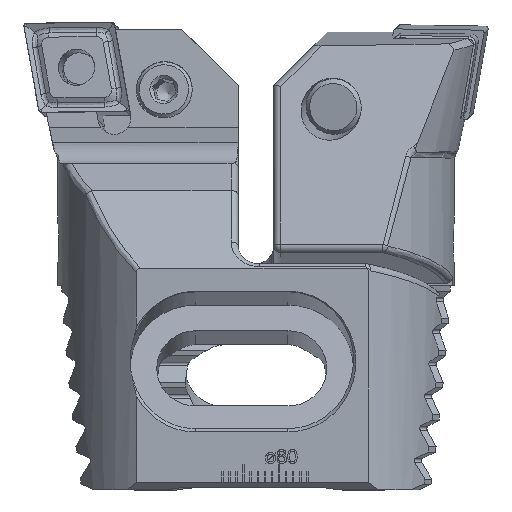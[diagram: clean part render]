
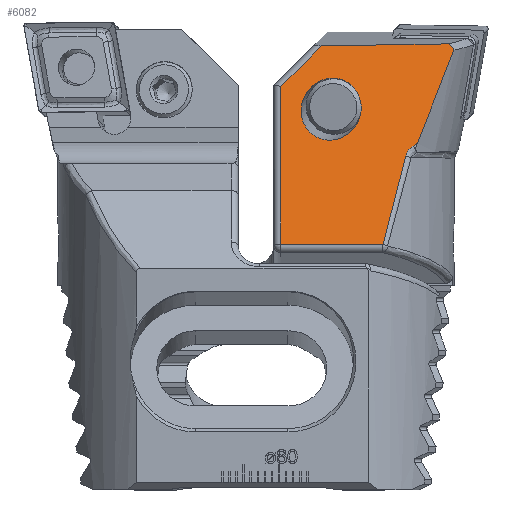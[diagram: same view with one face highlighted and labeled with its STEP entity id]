
A CAD part, top view. The second image highlights one B-rep face of the part: STEP entity #6082.
In plain terms, the highlighted face is planar.
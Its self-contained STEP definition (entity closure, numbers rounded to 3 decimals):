
#417 = EDGE_LOOP ( 'NONE', ( #11463, #11971, #10608, #3845, #7496, #4122, #13778, #22442, #19906 ) ) ;
#488 = B_SPLINE_CURVE_WITH_KNOTS ( 'NONE', 3,
 ( #8140, #20552, #4014, #8393 ),
 .UNSPECIFIED., .F., .F.,
 ( 4, 4 ),
 ( 0., 0.001 ),
 .UNSPECIFIED. ) ;
#977 = CARTESIAN_POINT ( 'NONE',  ( 4.817, -3.784, -13.601 ) ) ;
#1327 = DIRECTION ( 'NONE',  ( 0., -0.259, 0.966 ) ) ;
#1390 = VERTEX_POINT ( 'NONE', #19306 ) ;
#1558 = CARTESIAN_POINT ( 'NONE',  ( 20.738, -7.945, -14.716 ) ) ;
#2583 = ORIENTED_EDGE ( 'NONE', *, *, #20603, .F. ) ;
#2786 = CARTESIAN_POINT ( 'NONE',  ( 23.51, -3.199, -13.444 ) ) ;
#3051 = CARTESIAN_POINT ( 'NONE',  ( 10.844, -17.514, -17.28 ) ) ;
#3845 = ORIENTED_EDGE ( 'NONE', *, *, #7514, .T. ) ;
#3853 = CARTESIAN_POINT ( 'NONE',  ( 5.09, -3.497, -13.524 ) ) ;
#3879 = CARTESIAN_POINT ( 'NONE',  ( 12.748, -10.45, -15.387 ) ) ;
#3967 = CARTESIAN_POINT ( 'NONE',  ( 31.546, -13.829, -16.292 ) ) ;
#4014 = CARTESIAN_POINT ( 'NONE',  ( 10.182, -17.057, -17.157 ) ) ;
#4100 = VERTEX_POINT ( 'NONE', #2786 ) ;
#4122 = ORIENTED_EDGE ( 'NONE', *, *, #4829, .T. ) ;
#4312 = LINE ( 'NONE', #14477, #25317 ) ;
#4688 = CARTESIAN_POINT ( 'NONE',  ( 12.601, -23.24, -18.814 ) ) ;
#4706 = CARTESIAN_POINT ( 'NONE',  ( 42.425, -22.115, -18.512 ) ) ;
#4817 = VERTEX_POINT ( 'NONE', #16427 ) ;
#4829 = EDGE_CURVE ( 'NONE', #17259, #5424, #4312, .T. ) ;
#4830 = EDGE_CURVE ( 'NONE', #16976, #16271, #488, .T. ) ;
#4944 = B_SPLINE_CURVE_WITH_KNOTS ( 'NONE', 3,
 ( #16348, #3853, #12089, #16436 ),
 .UNSPECIFIED., .F., .F.,
 ( 4, 4 ),
 ( 0., 1. ),
 .UNSPECIFIED. ) ;
#5316 = CARTESIAN_POINT ( 'NONE',  ( 11.549, -18.47, -17.536 ) ) ;
#5424 = VERTEX_POINT ( 'NONE', #20353 ) ;
#5470 = VECTOR ( 'NONE', #10774, 1000. ) ;
#5507 = EDGE_CURVE ( 'NONE', #5424, #13805, #14255, .T. ) ;
#5945 = CARTESIAN_POINT ( 'NONE',  ( 28.727, -5.44, -14.045 ) ) ;
#6048 = B_SPLINE_CURVE_WITH_KNOTS ( 'NONE', 3,
 ( #7113, #3051, #21502, #7199, #9316, #5316, #23538, #11382 ),
 .UNSPECIFIED., .F., .F.,
 ( 4, 2, 2, 4 ),
 ( 0., 0.001, 0.001, 0.002 ),
 .UNSPECIFIED. ) ;
#6082 = ADVANCED_FACE ( 'NONE', ( #21435, #10638 ), #9449, .F. ) ;
#6113 = LINE ( 'NONE', #4706, #5470 ) ;
#6774 = CARTESIAN_POINT ( 'NONE',  ( 65.101, -3.843, -13.616 ) ) ;
#7113 = CARTESIAN_POINT ( 'NONE',  ( 10.593, -17.341, -17.233 ) ) ;
#7199 = CARTESIAN_POINT ( 'NONE',  ( 11.339, -18.075, -17.43 ) ) ;
#7496 = ORIENTED_EDGE ( 'NONE', *, *, #9129, .T. ) ;
#7514 = EDGE_CURVE ( 'NONE', #4100, #4817, #6113, .T. ) ;
#7567 = CARTESIAN_POINT ( 'NONE',  ( 29.25, -0.912, -12.831 ) ) ;
#7996 = CARTESIAN_POINT ( 'NONE',  ( 15.566, -18.838, -17.635 ) ) ;
#8140 = CARTESIAN_POINT ( 'NONE',  ( 10.593, -17.341, -17.233 ) ) ;
#8393 = CARTESIAN_POINT ( 'NONE',  ( 9.977, -16.913, -17.119 ) ) ;
#9129 = EDGE_CURVE ( 'NONE', #4817, #17259, #23188, .T. ) ;
#9316 = CARTESIAN_POINT ( 'NONE',  ( 11.419, -18.204, -17.464 ) ) ;
#9449 = PLANE ( 'NONE',  #25727 ) ;
#9586 = DIRECTION ( 'NONE',  ( 0., -0.966, -0.259 ) ) ;
#9744 =( BOUNDED_CURVE ( )  B_SPLINE_CURVE ( 3, ( #11942, #5945, #3967, #13905, #7996, #3879, #1558 ),
 .UNSPECIFIED., .T., .F. ) 
 B_SPLINE_CURVE_WITH_KNOTS ( ( 4, 3, 4 ),
 ( 0., 3.142, 6.283 ),
 .UNSPECIFIED. ) 
 CURVE ( )  GEOMETRIC_REPRESENTATION_ITEM ( )  RATIONAL_B_SPLINE_CURVE ( ( 1., 0.333, 0.333, 1., 0.333, 0.333, 1. ) ) 
 REPRESENTATION_ITEM ( '' )  );
#10068 = CARTESIAN_POINT ( 'NONE',  ( 9.977, -16.913, -17.119 ) ) ;
#10500 = CARTESIAN_POINT ( 'NONE',  ( 14.836, -31.179, -20.941 ) ) ;
#10608 = ORIENTED_EDGE ( 'NONE', *, *, #18637, .F. ) ;
#10632 = CARTESIAN_POINT ( 'NONE',  ( 29.25, -31.179, -20.941 ) ) ;
#10638 = FACE_BOUND ( 'NONE', #16624, .T. ) ;
#10774 = DIRECTION ( 'NONE',  ( 0.695, -0.695, -0.186 ) ) ;
#11382 = CARTESIAN_POINT ( 'NONE',  ( 11.631, -18.755, -17.612 ) ) ;
#11463 = ORIENTED_EDGE ( 'NONE', *, *, #18487, .T. ) ;
#11559 = CARTESIAN_POINT ( 'NONE',  ( 10.593, -17.341, -17.233 ) ) ;
#11821 = CARTESIAN_POINT ( 'NONE',  ( 9.977, -16.913, -17.119 ) ) ;
#11942 = CARTESIAN_POINT ( 'NONE',  ( 20.738, -7.945, -14.716 ) ) ;
#11971 = ORIENTED_EDGE ( 'NONE', *, *, #26317, .T. ) ;
#12089 = CARTESIAN_POINT ( 'NONE',  ( 5.364, -3.21, -13.447 ) ) ;
#12239 = LINE ( 'NONE', #6774, #19556 ) ;
#13262 = CARTESIAN_POINT ( 'NONE',  ( 11.631, -18.755, -17.612 ) ) ;
#13778 = ORIENTED_EDGE ( 'NONE', *, *, #5507, .T. ) ;
#13805 = VERTEX_POINT ( 'NONE', #13262 ) ;
#13905 = CARTESIAN_POINT ( 'NONE',  ( 23.556, -16.333, -16.963 ) ) ;
#14255 =( BOUNDED_CURVE ( )  B_SPLINE_CURVE ( 3, ( #10500, #24800, #4688, #25155 ),
 .UNSPECIFIED., .F., .T. ) 
 B_SPLINE_CURVE_WITH_KNOTS ( ( 4, 4 ),
 ( 3.859, 4.033 ),
 .UNSPECIFIED. ) 
 CURVE ( )  GEOMETRIC_REPRESENTATION_ITEM ( )  RATIONAL_B_SPLINE_CURVE ( ( 1., 0.997, 0.997, 1. ) ) 
 REPRESENTATION_ITEM ( '' )  );
#14477 = CARTESIAN_POINT ( 'NONE',  ( 65.15, -31.179, -20.941 ) ) ;
#15322 = VECTOR ( 'NONE', #9586, 1000. ) ;
#15466 = CARTESIAN_POINT ( 'NONE',  ( 65.15, -0.912, -12.831 ) ) ;
#16271 = VERTEX_POINT ( 'NONE', #10068 ) ;
#16348 = CARTESIAN_POINT ( 'NONE',  ( 4.817, -3.784, -13.601 ) ) ;
#16427 = CARTESIAN_POINT ( 'NONE',  ( 29.25, -8.939, -14.982 ) ) ;
#16436 = CARTESIAN_POINT ( 'NONE',  ( 5.637, -2.923, -13.37 ) ) ;
#16511 = DIRECTION ( 'NONE',  ( -1., 0., 0. ) ) ;
#16624 = EDGE_LOOP ( 'NONE', ( #2583 ) ) ;
#16976 = VERTEX_POINT ( 'NONE', #11559 ) ;
#17259 = VERTEX_POINT ( 'NONE', #10632 ) ;
#17640 = VERTEX_POINT ( 'NONE', #20625 ) ;
#18487 = EDGE_CURVE ( 'NONE', #16271, #23543, #24603, .T. ) ;
#18637 = EDGE_CURVE ( 'NONE', #4100, #17640, #12239, .T. ) ;
#18686 = DIRECTION ( 'NONE',  ( -1., 0.015, 0.004 ) ) ;
#19306 = CARTESIAN_POINT ( 'NONE',  ( 20.738, -7.945, -14.716 ) ) ;
#19351 = EDGE_CURVE ( 'NONE', #16976, #13805, #6048, .T. ) ;
#19556 = VECTOR ( 'NONE', #18686, 1000. ) ;
#19906 = ORIENTED_EDGE ( 'NONE', *, *, #4830, .T. ) ;
#20353 = CARTESIAN_POINT ( 'NONE',  ( 14.836, -31.179, -20.941 ) ) ;
#20552 = CARTESIAN_POINT ( 'NONE',  ( 10.387, -17.199, -17.195 ) ) ;
#20603 = EDGE_CURVE ( 'NONE', #1390, #1390, #9744, .T. ) ;
#20625 = CARTESIAN_POINT ( 'NONE',  ( 5.637, -2.923, -13.37 ) ) ;
#21435 = FACE_OUTER_BOUND ( 'NONE', #417, .T. ) ;
#21502 = CARTESIAN_POINT ( 'NONE',  ( 11.067, -17.719, -17.335 ) ) ;
#21999 = CARTESIAN_POINT ( 'NONE',  ( 6.491, -8.374, -14.831 ) ) ;
#22442 = ORIENTED_EDGE ( 'NONE', *, *, #19351, .F. ) ;
#23188 = LINE ( 'NONE', #7567, #15322 ) ;
#23538 = CARTESIAN_POINT ( 'NONE',  ( 11.599, -18.609, -17.573 ) ) ;
#23543 = VERTEX_POINT ( 'NONE', #977 ) ;
#23678 = DIRECTION ( 'NONE',  ( 0., -0.966, -0.259 ) ) ;
#24055 = CARTESIAN_POINT ( 'NONE',  ( 4.817, -3.784, -13.601 ) ) ;
#24603 =( BOUNDED_CURVE ( )  B_SPLINE_CURVE ( 3, ( #11821, #25998, #21999, #24055 ),
 .UNSPECIFIED., .F., .F. ) 
 B_SPLINE_CURVE_WITH_KNOTS ( ( 4, 4 ),
 ( 4.11, 4.261 ),
 .UNSPECIFIED. ) 
 CURVE ( )  GEOMETRIC_REPRESENTATION_ITEM ( )  RATIONAL_B_SPLINE_CURVE ( ( 1., 0.998, 0.998, 1. ) ) 
 REPRESENTATION_ITEM ( '' )  );
#24800 = CARTESIAN_POINT ( 'NONE',  ( 13.672, -27.392, -19.926 ) ) ;
#25155 = CARTESIAN_POINT ( 'NONE',  ( 11.631, -18.755, -17.612 ) ) ;
#25317 = VECTOR ( 'NONE', #16511, 1000. ) ;
#25727 = AXIS2_PLACEMENT_3D ( 'NONE', #15466, #1327, #23678 ) ;
#25998 = CARTESIAN_POINT ( 'NONE',  ( 8.215, -12.759, -16.005 ) ) ;
#26317 = EDGE_CURVE ( 'NONE', #23543, #17640, #4944, .T. ) ;
